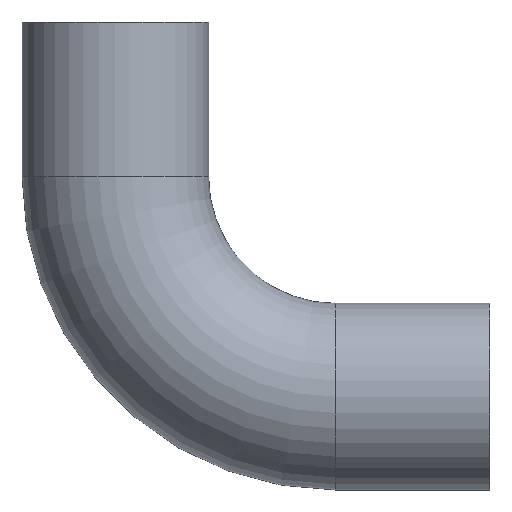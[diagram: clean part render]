
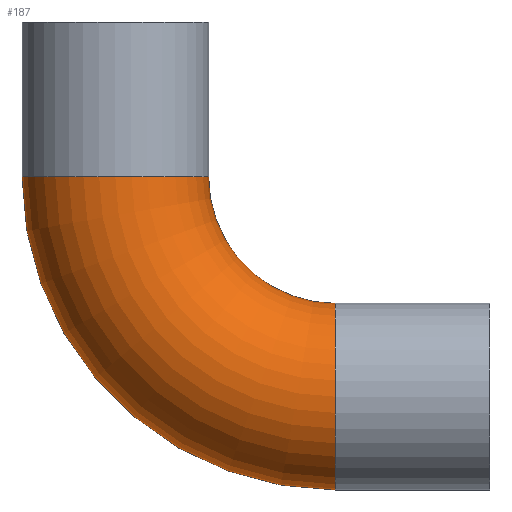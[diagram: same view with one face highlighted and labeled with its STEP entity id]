
A CAD part, front view. The second image highlights one B-rep face of the part: STEP entity #187.
In plain terms, the highlighted toroidal (fillet/blend) face has major radius 57 mm and minor radius 24.15 mm.
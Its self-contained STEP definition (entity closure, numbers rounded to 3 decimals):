
#18 = CARTESIAN_POINT ( 'NONE',  ( -57., 0., 0. ) ) ;
#33 = ORIENTED_EDGE ( 'NONE', *, *, #411, .F. ) ;
#57 = FACE_OUTER_BOUND ( 'NONE', #363, .T. ) ;
#62 = AXIS2_PLACEMENT_3D ( 'NONE', #18, #234, #194 ) ;
#79 = VERTEX_POINT ( 'NONE', #386 ) ;
#92 = DIRECTION ( 'NONE',  ( -1., 0., 0. ) ) ;
#105 = CIRCLE ( 'NONE', #62, 24.15 ) ;
#122 = DIRECTION ( 'NONE',  ( 0., 1., 0. ) ) ;
#124 = TOROIDAL_SURFACE ( 'NONE', #184, 57., 24.15 ) ;
#141 = EDGE_CURVE ( 'NONE', #79, #319, #445, .T. ) ;
#146 = AXIS2_PLACEMENT_3D ( 'NONE', #263, #296, #229 ) ;
#147 = AXIS2_PLACEMENT_3D ( 'NONE', #404, #92, #233 ) ;
#157 = EDGE_CURVE ( 'NONE', #280, #320, #249, .T. ) ;
#167 = ORIENTED_EDGE ( 'NONE', *, *, #157, .T. ) ;
#173 = CARTESIAN_POINT ( 'NONE',  ( -32.85, 0., 0. ) ) ;
#184 = AXIS2_PLACEMENT_3D ( 'NONE', #409, #370, #196 ) ;
#187 = ADVANCED_FACE ( 'NONE', ( #57 ), #124, .T. ) ;
#194 = DIRECTION ( 'NONE',  ( 1., 0., 0. ) ) ;
#196 = DIRECTION ( 'NONE',  ( 0., 0., 1. ) ) ;
#198 = CARTESIAN_POINT ( 'NONE',  ( 0., 0., 0. ) ) ;
#202 = CARTESIAN_POINT ( 'NONE',  ( -81.15, 0., 0. ) ) ;
#229 = DIRECTION ( 'NONE',  ( 0., 0., 1. ) ) ;
#233 = DIRECTION ( 'NONE',  ( 0., 0., 1. ) ) ;
#234 = DIRECTION ( 'NONE',  ( 0., 0., 1. ) ) ;
#249 = CIRCLE ( 'NONE', #382, 32.85 ) ;
#263 = CARTESIAN_POINT ( 'NONE',  ( 0., 0., 0. ) ) ;
#280 = VERTEX_POINT ( 'NONE', #413 ) ;
#285 = ORIENTED_EDGE ( 'NONE', *, *, #141, .F. ) ;
#296 = DIRECTION ( 'NONE',  ( 0., 1., 0. ) ) ;
#301 = CIRCLE ( 'NONE', #147, 24.15 ) ;
#319 = VERTEX_POINT ( 'NONE', #202 ) ;
#320 = VERTEX_POINT ( 'NONE', #173 ) ;
#328 = EDGE_CURVE ( 'NONE', #79, #280, #301, .T. ) ;
#363 = EDGE_LOOP ( 'NONE', ( #285, #453, #167, #33 ) ) ;
#370 = DIRECTION ( 'NONE',  ( 0., 1., 0. ) ) ;
#382 = AXIS2_PLACEMENT_3D ( 'NONE', #198, #122, #403 ) ;
#386 = CARTESIAN_POINT ( 'NONE',  ( 0., 0., -81.15 ) ) ;
#403 = DIRECTION ( 'NONE',  ( 0., 0., 1. ) ) ;
#404 = CARTESIAN_POINT ( 'NONE',  ( 0., 0., -57. ) ) ;
#409 = CARTESIAN_POINT ( 'NONE',  ( 0., 0., 0. ) ) ;
#411 = EDGE_CURVE ( 'NONE', #319, #320, #105, .T. ) ;
#413 = CARTESIAN_POINT ( 'NONE',  ( 0., 0., -32.85 ) ) ;
#445 = CIRCLE ( 'NONE', #146, 81.15 ) ;
#453 = ORIENTED_EDGE ( 'NONE', *, *, #328, .T. ) ;
